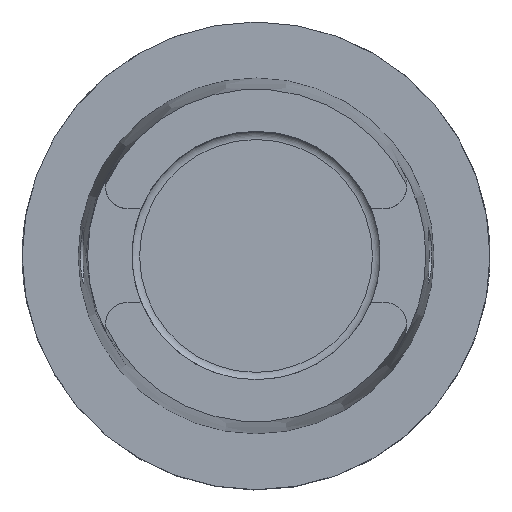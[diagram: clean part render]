
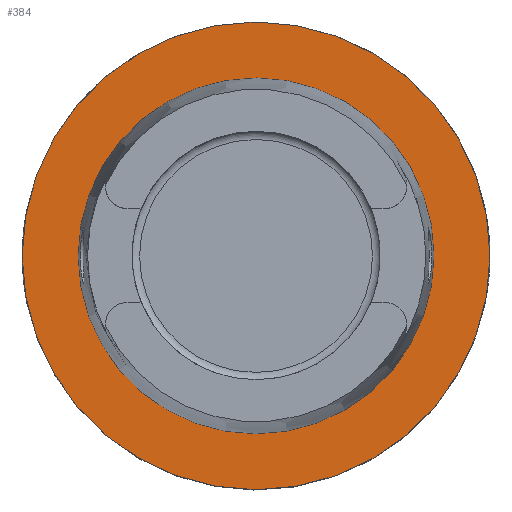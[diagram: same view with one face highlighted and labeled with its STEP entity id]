
A CAD part, top view. The second image highlights one B-rep face of the part: STEP entity #384.
In plain terms, the highlighted planar face has unit normal (0, 0, 1).
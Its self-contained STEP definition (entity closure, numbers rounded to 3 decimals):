
#308=FACE_BOUND('',#593,.T.);
#309=FACE_BOUND('',#594,.T.);
#384=ADVANCED_FACE('',(#308,#309),#461,.F.);
#461=PLANE('',#1633);
#593=EDGE_LOOP('',(#814));
#594=EDGE_LOOP('',(#815));
#814=ORIENTED_EDGE('',*,*,#1315,.F.);
#815=ORIENTED_EDGE('',*,*,#1298,.T.);
#1135=VERTEX_POINT('',#2474);
#1148=VERTEX_POINT('',#2522);
#1298=EDGE_CURVE('',#1135,#1135,#1473,.T.);
#1315=EDGE_CURVE('',#1148,#1148,#1480,.T.);
#1473=CIRCLE('',#1619,38.008);
#1480=CIRCLE('',#1632,49.965);
#1619=AXIS2_PLACEMENT_3D('',#2473,#1877,#1878);
#1632=AXIS2_PLACEMENT_3D('',#2521,#1909,#1910);
#1633=AXIS2_PLACEMENT_3D('',#2523,#1911,#1912);
#1877=DIRECTION('',(0.,0.,-1.));
#1878=DIRECTION('',(1.,0.,0.));
#1909=DIRECTION('',(0.,0.,-1.));
#1910=DIRECTION('',(1.,0.,0.));
#1911=DIRECTION('',(0.,0.,-1.));
#1912=DIRECTION('',(1.,0.,0.));
#2473=CARTESIAN_POINT('',(0.,0.,0.));
#2474=CARTESIAN_POINT('',(38.008,0.,0.));
#2521=CARTESIAN_POINT('',(0.,0.,0.));
#2522=CARTESIAN_POINT('',(49.965,0.,0.));
#2523=CARTESIAN_POINT('',(0.,-39.062,0.));
